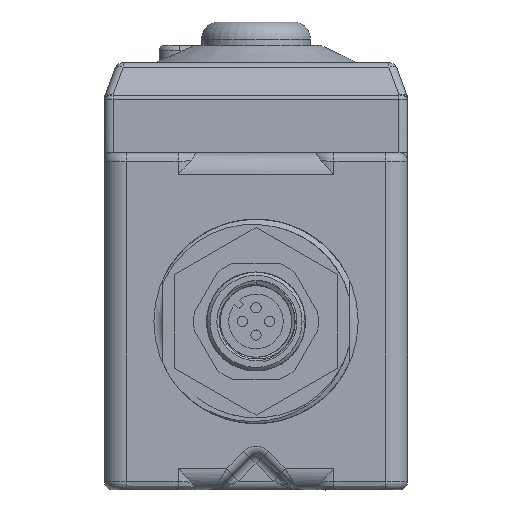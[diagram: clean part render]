
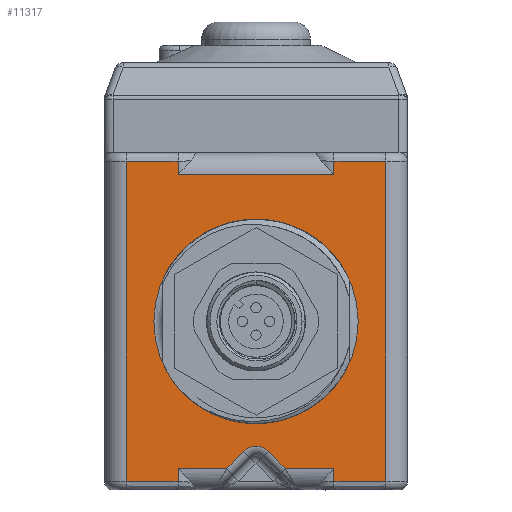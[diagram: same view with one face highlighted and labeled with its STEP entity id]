
A CAD part, front view. The second image highlights one B-rep face of the part: STEP entity #11317.
In plain terms, the highlighted planar face has unit normal (0, -1, 0).
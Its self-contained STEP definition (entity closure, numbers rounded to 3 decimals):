
#1127=DIRECTION('',(1.,0.,0.));
#1128=VECTOR('',#1127,7.142);
#1129=CARTESIAN_POINT('',(4.288,0.,-21.545));
#1130=LINE('',#1129,#1128);
#1135=DIRECTION('',(1.,0.,0.));
#1136=VECTOR('',#1135,7.142);
#1137=CARTESIAN_POINT('',(-11.43,0.,-21.545));
#1138=LINE('',#1137,#1136);
#1163=CARTESIAN_POINT('',(0.,0.,0.));
#1164=DIRECTION('',(0.,-1.,0.));
#1165=DIRECTION('',(0.,0.,-1.));
#1166=AXIS2_PLACEMENT_3D('',#1163,#1164,#1165);
#1168=CARTESIAN_POINT('',(0.,0.,0.));
#1169=DIRECTION('',(0.,-1.,0.));
#1170=DIRECTION('',(0.,0.,1.));
#1171=AXIS2_PLACEMENT_3D('',#1168,#1169,#1170);
#1173=CARTESIAN_POINT('',(-19.045,0.,23.455));
#1174=CARTESIAN_POINT('',(-18.664,0.,23.455));
#1175=CARTESIAN_POINT('',(-17.928,0.,
23.455));
#1176=CARTESIAN_POINT('',(-16.9,0.,
23.455));
#1177=CARTESIAN_POINT('',(-15.941,0.,
23.455));
#1178=CARTESIAN_POINT('',(-15.047,0.,
23.455));
#1179=CARTESIAN_POINT('',(-14.214,0.,
23.455));
#1180=CARTESIAN_POINT('',(-13.437,0.,
23.455));
#1181=CARTESIAN_POINT('',(-12.713,0.,
23.455));
#1182=CARTESIAN_POINT('',(-12.039,0.,
23.456));
#1183=CARTESIAN_POINT('',(-11.627,0.,
23.454));
#1184=CARTESIAN_POINT('',(-11.43,0.,23.455));
#1186=DIRECTION('',(0.,0.,-1.));
#1187=VECTOR('',#1186,1.91);
#1188=CARTESIAN_POINT('',(-11.43,0.,23.455));
#1189=LINE('',#1188,#1187);
#1190=DIRECTION('',(0.,0.,-1.));
#1191=VECTOR('',#1190,1.91);
#1192=CARTESIAN_POINT('',(11.43,0.,23.455));
#1193=LINE('',#1192,#1191);
#1194=CARTESIAN_POINT('',(11.43,0.,23.455));
#1195=CARTESIAN_POINT('',(11.628,0.,23.454));
#1196=CARTESIAN_POINT('',(12.041,0.,
23.456));
#1197=CARTESIAN_POINT('',(12.716,0.,23.455));
#1198=CARTESIAN_POINT('',(13.44,0.,
23.455));
#1199=CARTESIAN_POINT('',(14.217,0.,23.455));
#1200=CARTESIAN_POINT('',(15.051,0.,
23.455));
#1201=CARTESIAN_POINT('',(15.945,0.,
23.455));
#1202=CARTESIAN_POINT('',(16.903,0.,
23.455));
#1203=CARTESIAN_POINT('',(17.93,0.,
23.455));
#1204=CARTESIAN_POINT('',(18.665,0.,23.455));
#1205=CARTESIAN_POINT('',(19.045,0.,23.455));
#1207=CARTESIAN_POINT('',(19.045,0.,-23.455));
#1208=CARTESIAN_POINT('',(18.665,0.,-23.455));
#1209=CARTESIAN_POINT('',(17.93,0.,
-23.455));
#1210=CARTESIAN_POINT('',(16.903,0.,
-23.455));
#1211=CARTESIAN_POINT('',(15.945,0.,
-23.455));
#1212=CARTESIAN_POINT('',(15.051,0.,
-23.455));
#1213=CARTESIAN_POINT('',(14.217,0.,
-23.455));
#1214=CARTESIAN_POINT('',(13.44,0.,
-23.455));
#1215=CARTESIAN_POINT('',(12.716,0.,
-23.455));
#1216=CARTESIAN_POINT('',(12.041,0.,
-23.456));
#1217=CARTESIAN_POINT('',(11.628,0.,
-23.454));
#1218=CARTESIAN_POINT('',(11.43,0.,-23.455));
#1220=DIRECTION('',(0.,0.,-1.));
#1221=VECTOR('',#1220,1.91);
#1222=CARTESIAN_POINT('',(11.43,0.,-21.545));
#1223=LINE('',#1222,#1221);
#1224=DIRECTION('',(0.,0.,-1.));
#1225=VECTOR('',#1224,1.91);
#1226=CARTESIAN_POINT('',(-11.43,0.,-21.545));
#1227=LINE('',#1226,#1225);
#1228=CARTESIAN_POINT('',(-11.43,0.,-23.455));
#1229=CARTESIAN_POINT('',(-11.627,0.,
-23.454));
#1230=CARTESIAN_POINT('',(-12.039,0.,
-23.456));
#1231=CARTESIAN_POINT('',(-12.713,0.,
-23.455));
#1232=CARTESIAN_POINT('',(-13.437,0.,
-23.455));
#1233=CARTESIAN_POINT('',(-14.214,0.,
-23.455));
#1234=CARTESIAN_POINT('',(-15.047,0.,
-23.455));
#1235=CARTESIAN_POINT('',(-15.941,0.,
-23.455));
#1236=CARTESIAN_POINT('',(-16.9,0.,
-23.455));
#1237=CARTESIAN_POINT('',(-17.928,0.,
-23.455));
#1238=CARTESIAN_POINT('',(-18.664,0.,-23.455));
#1239=CARTESIAN_POINT('',(-19.045,0.,-23.455));
#1241=DIRECTION('',(0.,0.,1.));
#1242=VECTOR('',#1241,46.91);
#1243=CARTESIAN_POINT('',(-19.045,0.,-23.455));
#1244=LINE('',#1243,#1242);
#8021=DIRECTION('',(-1.,0.,0.));
#8022=VECTOR('',#8021,22.86);
#8023=CARTESIAN_POINT('',(11.43,0.,21.545));
#8024=LINE('',#8023,#8022);
#8105=DIRECTION('',(0.,0.,1.));
#8106=VECTOR('',#8105,46.91);
#8107=CARTESIAN_POINT('',(19.045,0.,-23.455));
#8108=LINE('',#8107,#8106);
#8109=CARTESIAN_POINT('',(11.43,0.,21.545));
#8247=CARTESIAN_POINT('',(-11.43,0.,-21.545));
#8317=DIRECTION('',(-0.707,0.,0.707));
#8318=VECTOR('',#8317,3.525);
#8319=CARTESIAN_POINT('',(4.288,0.,-21.545));
#8320=LINE('',#8319,#8318);
#8484=CARTESIAN_POINT('',(-4.288,0.,-21.545));
#8551=CARTESIAN_POINT('',(0.,0.,-20.849));
#8552=DIRECTION('',(0.,1.,0.));
#8553=DIRECTION('',(-0.707,0.,0.707));
#8554=AXIS2_PLACEMENT_3D('',#8551,#8552,#8553);
#8556=DIRECTION('',(0.707,0.,0.707));
#8557=VECTOR('',#8556,3.525);
#8558=CARTESIAN_POINT('',(-4.288,0.,-21.545));
#8559=LINE('',#8558,#8557);
#8622=CARTESIAN_POINT('',(0.,0.,-14.985));
#8623=CARTESIAN_POINT('',(0.,0.,14.985));
#8624=VERTEX_POINT('',#8622);
#8625=VERTEX_POINT('',#8623);
#8822=VERTEX_POINT('',#8484);
#8823=CARTESIAN_POINT('',(-1.796,0.,-19.053));
#8824=VERTEX_POINT('',#8823);
#8829=CARTESIAN_POINT('',(1.796,0.,-19.053));
#8830=VERTEX_POINT('',#8829);
#8831=CARTESIAN_POINT('',(4.288,0.,-21.545));
#8832=VERTEX_POINT('',#8831);
#9176=CARTESIAN_POINT('',(19.045,0.,23.455));
#9177=VERTEX_POINT('',#9176);
#9180=VERTEX_POINT('',#1173);
#9181=VERTEX_POINT('',#1184);
#9183=VERTEX_POINT('',#1194);
#9196=CARTESIAN_POINT('',(-19.045,0.,-23.455));
#9197=VERTEX_POINT('',#9196);
#9200=VERTEX_POINT('',#1207);
#9201=VERTEX_POINT('',#1218);
#9203=VERTEX_POINT('',#1228);
#9210=CARTESIAN_POINT('',(-11.43,0.,21.545));
#9211=VERTEX_POINT('',#9210);
#9214=VERTEX_POINT('',#8109);
#9220=VERTEX_POINT('',#8247);
#9642=CARTESIAN_POINT('',(11.43,0.,-21.545));
#9643=VERTEX_POINT('',#9642);
#11276=CARTESIAN_POINT('',(0.,0.,0.));
#11277=DIRECTION('',(0.,1.,0.));
#11278=DIRECTION('',(1.,0.,0.));
#11279=AXIS2_PLACEMENT_3D('',#11276,#11277,#11278);
#11280=PLANE('',#11279);
#11282=ORIENTED_EDGE('',*,*,#11281,.T.);
#11284=ORIENTED_EDGE('',*,*,#11283,.T.);
#11286=ORIENTED_EDGE('',*,*,#11285,.F.);
#11288=ORIENTED_EDGE('',*,*,#11287,.F.);
#11290=ORIENTED_EDGE('',*,*,#11289,.T.);
#11292=ORIENTED_EDGE('',*,*,#11291,.F.);
#11293=ORIENTED_EDGE('',*,*,#11103,.T.);
#11294=ORIENTED_EDGE('',*,*,#11271,.F.);
#11295=ORIENTED_EDGE('',*,*,#11240,.F.);
#11297=ORIENTED_EDGE('',*,*,#11296,.T.);
#11299=ORIENTED_EDGE('',*,*,#11298,.F.);
#11301=ORIENTED_EDGE('',*,*,#11300,.F.);
#11302=ORIENTED_EDGE('',*,*,#11255,.F.);
#11304=ORIENTED_EDGE('',*,*,#11303,.T.);
#11306=ORIENTED_EDGE('',*,*,#11305,.T.);
#11308=ORIENTED_EDGE('',*,*,#11307,.T.);
#11309=EDGE_LOOP('',(#11282,#11284,#11286,#11288,#11290,#11292,#11293,#11294,
#11295,#11297,#11299,#11301,#11302,#11304,#11306,#11308));
#11310=FACE_OUTER_BOUND('',#11309,.F.);
#11312=ORIENTED_EDGE('',*,*,#11311,.T.);
#11314=ORIENTED_EDGE('',*,*,#11313,.T.);
#11315=EDGE_LOOP('',(#11312,#11314));
#11316=FACE_BOUND('',#11315,.F.);
#11317=ADVANCED_FACE('',(#11310,#11316),#11280,.F.);
#1167=CIRCLE('',#1166,14.985);
#1172=CIRCLE('',#1171,14.985);
#1185=B_SPLINE_CURVE_WITH_KNOTS('',3,(#1173,#1174,#1175,#1176,#1177,#1178,#1179,
#1180,#1181,#1182,#1183,#1184),.UNSPECIFIED.,.F.,.F.,(4,1,1,1,1,1,1,1,1,4),
(0.,0.111,0.222,0.333,0.444,
0.556,0.667,0.778,0.889,1.),
.UNSPECIFIED.);
#1206=B_SPLINE_CURVE_WITH_KNOTS('',3,(#1194,#1195,#1196,#1197,#1198,#1199,#1200,
#1201,#1202,#1203,#1204,#1205),.UNSPECIFIED.,.F.,.F.,(4,1,1,1,1,1,1,1,1,4),
(0.,0.111,0.222,0.333,0.444,
0.556,0.667,0.778,0.889,1.),
.UNSPECIFIED.);
#1219=B_SPLINE_CURVE_WITH_KNOTS('',3,(#1207,#1208,#1209,#1210,#1211,#1212,#1213,
#1214,#1215,#1216,#1217,#1218),.UNSPECIFIED.,.F.,.F.,(4,1,1,1,1,1,1,1,1,4),
(0.,0.111,0.222,0.333,0.444,
0.556,0.667,0.778,0.889,1.),
.UNSPECIFIED.);
#1240=B_SPLINE_CURVE_WITH_KNOTS('',3,(#1228,#1229,#1230,#1231,#1232,#1233,#1234,
#1235,#1236,#1237,#1238,#1239),.UNSPECIFIED.,.F.,.F.,(4,1,1,1,1,1,1,1,1,4),
(0.,0.111,0.222,0.333,0.444,
0.556,0.667,0.778,0.889,1.),
.UNSPECIFIED.);
#8555=CIRCLE('',#8554,2.54);
#11103=EDGE_CURVE('',#9200,#9201,#1219,.T.);
#11240=EDGE_CURVE('',#8832,#9643,#1130,.T.);
#11255=EDGE_CURVE('',#9220,#8822,#1138,.T.);
#11271=EDGE_CURVE('',#9643,#9201,#1223,.T.);
#11281=EDGE_CURVE('',#9180,#9181,#1185,.T.);
#11283=EDGE_CURVE('',#9181,#9211,#1189,.T.);
#11285=EDGE_CURVE('',#9214,#9211,#8024,.T.);
#11287=EDGE_CURVE('',#9183,#9214,#1193,.T.);
#11289=EDGE_CURVE('',#9183,#9177,#1206,.T.);
#11291=EDGE_CURVE('',#9200,#9177,#8108,.T.);
#11296=EDGE_CURVE('',#8832,#8830,#8320,.T.);
#11298=EDGE_CURVE('',#8824,#8830,#8555,.T.);
#11300=EDGE_CURVE('',#8822,#8824,#8559,.T.);
#11303=EDGE_CURVE('',#9220,#9203,#1227,.T.);
#11305=EDGE_CURVE('',#9203,#9197,#1240,.T.);
#11307=EDGE_CURVE('',#9197,#9180,#1244,.T.);
#11311=EDGE_CURVE('',#8624,#8625,#1167,.T.);
#11313=EDGE_CURVE('',#8625,#8624,#1172,.T.);
